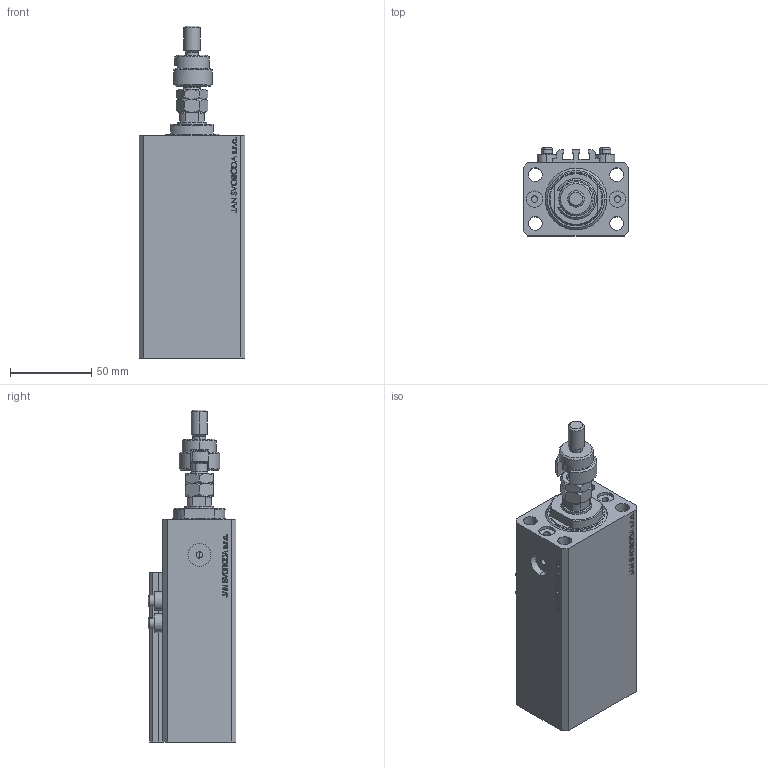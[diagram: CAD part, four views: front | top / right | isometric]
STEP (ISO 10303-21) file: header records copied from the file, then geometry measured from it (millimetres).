
FILE_DESCRIPTION (( 'STEP AP203' ), '1' );
FILE_NAME ('ff51.STEP', '2023-10-07T20:40:24', ( '' ), ( '' ), 'SwSTEP 2.0', 'SolidWorks 2019', '' );
FILE_SCHEMA (( 'CONFIG_CONTROL_DESIGN' ));
Length unit declared in the file: millimetre
Products named in the file (8): DFA 1a72fbd41f406c2d0c07cf1eb2fa3cef; ff51; FEMALE_PART_FOR_DFA 1a72fbd41f406c2d0c07cf1eb2fa3cef; V250CE_VC_C 1a72fbd41f406c2d0c07cf1eb2fa3cef; V250CE_C_VCP 1a72fbd41f406c2d0c07cf1eb2fa3cef; V250CE_C_Body 1a72fbd41f406c2d0c07cf1eb2fa3cef; MFA 1a72fbd41f406c2d0c07cf1eb2fa3cef; ALLEN BOLT V250CE 1a72fbd41f406c2d0c07cf1eb2fa3cef
Assembly tree (10 placements, depth 3):
  ff51
    V250CE_C_Body 1a72fbd41f406c2d0c07cf1eb2fa3cef
    ALLEN BOLT V250CE 1a72fbd41f406c2d0c07cf1eb2fa3cef  x4
    V250CE_C_VCP 1a72fbd41f406c2d0c07cf1eb2fa3cef
    V250CE_VC_C 1a72fbd41f406c2d0c07cf1eb2fa3cef
    DFA 1a72fbd41f406c2d0c07cf1eb2fa3cef
      FEMALE_PART_FOR_DFA 1a72fbd41f406c2d0c07cf1eb2fa3cef
      MFA 1a72fbd41f406c2d0c07cf1eb2fa3cef
Bounding box: 65 x 54 x 204 mm (x, y, z)
Volume: 377921.5 mm3; surface area: 96051.1 mm2
Topology: 10 solids, 10 shells, 1119 faces, 2780 edges, 1803 vertices
Faces by surface type: plane 532, bspline 374, cylinder 99, cone 96, torus 18
Entity records: 50023 total; most frequent: CARTESIAN_POINT 26581, ORIENTED_EDGE 5250, DIRECTION 3409, EDGE_CURVE 2625, VERTEX_POINT 1719, LINE 1543, VECTOR 1543, EDGE_LOOP 1170
